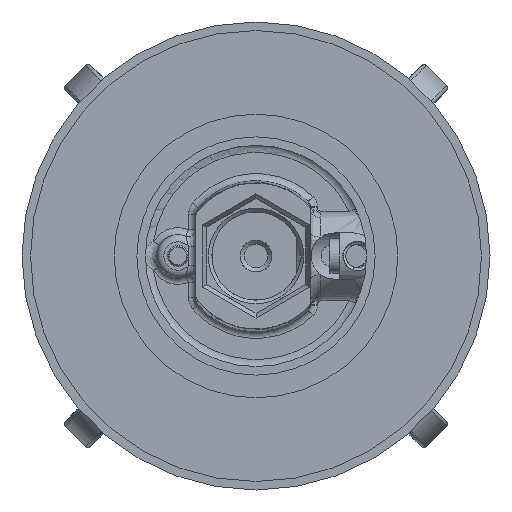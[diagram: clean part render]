
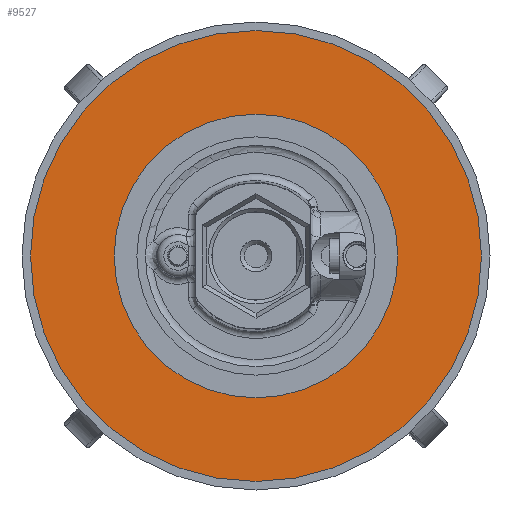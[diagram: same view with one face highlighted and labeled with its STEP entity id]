
A CAD part, front view. The second image highlights one B-rep face of the part: STEP entity #9527.
In plain terms, the highlighted planar face has unit normal (0, -1, 0).
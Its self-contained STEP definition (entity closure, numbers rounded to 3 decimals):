
#194 = VERTEX_POINT ( 'NONE', #403 ) ;
#304 = CARTESIAN_POINT ( 'NONE',  ( 0., 91.064, 20. ) ) ;
#403 = CARTESIAN_POINT ( 'NONE',  ( 0., 91.064, 31.8 ) ) ;
#1798 = VERTEX_POINT ( 'NONE', #304 ) ;
#4023 = CIRCLE ( 'NONE', #19637, 31.8 ) ;
#4202 = AXIS2_PLACEMENT_3D ( 'NONE', #20656, #4465, #6058 ) ;
#4465 = DIRECTION ( 'NONE',  ( 0., -1., 0. ) ) ;
#4739 = EDGE_LOOP ( 'NONE', ( #11252 ) ) ;
#5740 = DIRECTION ( 'NONE',  ( 0., 1., 0. ) ) ;
#6058 = DIRECTION ( 'NONE',  ( 0., 0., -1. ) ) ;
#6154 = DIRECTION ( 'NONE',  ( 0., 0., 1. ) ) ;
#7456 = DIRECTION ( 'NONE',  ( 0., 1., 0. ) ) ;
#7651 = FACE_BOUND ( 'NONE', #11943, .T. ) ;
#7769 = DIRECTION ( 'NONE',  ( 0., 0., 1. ) ) ;
#9064 = CARTESIAN_POINT ( 'NONE',  ( 0., 91.064, 0. ) ) ;
#9527 = ADVANCED_FACE ( 'NONE', ( #7651, #13578 ), #14171, .T. ) ;
#11252 = ORIENTED_EDGE ( 'NONE', *, *, #12960, .F. ) ;
#11943 = EDGE_LOOP ( 'NONE', ( #19035 ) ) ;
#12960 = EDGE_CURVE ( 'NONE', #194, #194, #4023, .T. ) ;
#13578 = FACE_OUTER_BOUND ( 'NONE', #4739, .T. ) ;
#14171 = PLANE ( 'NONE',  #4202 ) ;
#17217 = EDGE_CURVE ( 'NONE', #1798, #1798, #18677, .T. ) ;
#18677 = CIRCLE ( 'NONE', #20010, 20. ) ;
#19035 = ORIENTED_EDGE ( 'NONE', *, *, #17217, .T. ) ;
#19637 = AXIS2_PLACEMENT_3D ( 'NONE', #9064, #7456, #7769 ) ;
#20010 = AXIS2_PLACEMENT_3D ( 'NONE', #20341, #5740, #6154 ) ;
#20341 = CARTESIAN_POINT ( 'NONE',  ( 0., 91.064, 0. ) ) ;
#20656 = CARTESIAN_POINT ( 'NONE',  ( -20., 91.064, 0. ) ) ;
